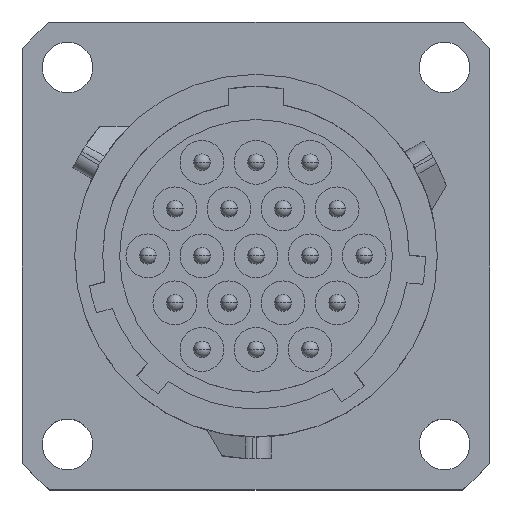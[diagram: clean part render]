
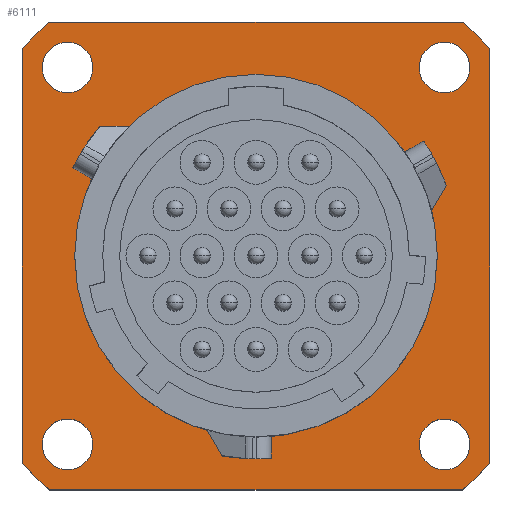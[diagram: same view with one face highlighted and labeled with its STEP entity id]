
A CAD part, top view. The second image highlights one B-rep face of the part: STEP entity #6111.
In plain terms, the highlighted planar face has unit normal (0, 0, 1).
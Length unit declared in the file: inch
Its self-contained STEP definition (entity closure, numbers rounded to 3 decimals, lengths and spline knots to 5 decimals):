
#89=CARTESIAN_POINT('',(0.,0.,0.));
#90=DIRECTION('',(0.,0.,-1.));
#91=DIRECTION('',(1.,0.,0.));
#92=AXIS2_PLACEMENT_3D('',#89,#90,#91);
#139=CARTESIAN_POINT('',(0.,0.,0.));
#140=DIRECTION('',(0.,0.,1.));
#141=DIRECTION('',(1.,0.,0.));
#142=AXIS2_PLACEMENT_3D('',#139,#140,#141);
#218=DIRECTION('',(1.,0.,0.));
#219=VECTOR('',#218,0.99238);
#220=CARTESIAN_POINT('',(-0.49619,0.5624,0.));
#221=LINE('',#220,#219);
#222=CARTESIAN_POINT('',(0.,0.,0.));
#223=DIRECTION('',(0.,0.,-1.));
#224=DIRECTION('',(0.662,0.75,0.));
#225=AXIS2_PLACEMENT_3D('',#222,#223,#224);
#227=DIRECTION('',(0.,-1.,0.));
#228=VECTOR('',#227,0.99238);
#229=CARTESIAN_POINT('',(0.5624,0.49619,0.));
#230=LINE('',#229,#228);
#231=CARTESIAN_POINT('',(0.,0.,0.));
#232=DIRECTION('',(0.,0.,-1.));
#233=DIRECTION('',(0.75,-0.662,0.));
#234=AXIS2_PLACEMENT_3D('',#231,#232,#233);
#236=DIRECTION('',(-1.,0.,0.));
#237=VECTOR('',#236,0.99238);
#238=CARTESIAN_POINT('',(0.49619,-0.5624,0.));
#239=LINE('',#238,#237);
#240=CARTESIAN_POINT('',(0.,0.,0.));
#241=DIRECTION('',(0.,0.,-1.));
#242=DIRECTION('',(-0.662,-0.75,0.));
#243=AXIS2_PLACEMENT_3D('',#240,#241,#242);
#245=DIRECTION('',(0.,1.,0.));
#246=VECTOR('',#245,0.99238);
#247=CARTESIAN_POINT('',(-0.5624,-0.49619,0.));
#248=LINE('',#247,#246);
#249=CARTESIAN_POINT('',(0.,0.,0.));
#250=DIRECTION('',(0.,0.,-1.));
#251=DIRECTION('',(-0.75,0.662,0.));
#252=AXIS2_PLACEMENT_3D('',#249,#250,#251);
#254=CARTESIAN_POINT('',(0.45295,0.45295,0.));
#255=DIRECTION('',(0.,0.,1.));
#256=DIRECTION('',(1.,0.,0.));
#257=AXIS2_PLACEMENT_3D('',#254,#255,#256);
#259=CARTESIAN_POINT('',(0.45295,0.45295,0.));
#260=DIRECTION('',(0.,0.,1.));
#261=DIRECTION('',(-1.,0.,0.));
#262=AXIS2_PLACEMENT_3D('',#259,#260,#261);
#264=CARTESIAN_POINT('',(0.45295,-0.45295,0.));
#265=DIRECTION('',(0.,0.,1.));
#266=DIRECTION('',(1.,0.,0.));
#267=AXIS2_PLACEMENT_3D('',#264,#265,#266);
#269=CARTESIAN_POINT('',(0.45295,-0.45295,0.));
#270=DIRECTION('',(0.,0.,1.));
#271=DIRECTION('',(-1.,0.,0.));
#272=AXIS2_PLACEMENT_3D('',#269,#270,#271);
#274=CARTESIAN_POINT('',(-0.45295,-0.45295,0.));
#275=DIRECTION('',(0.,0.,1.));
#276=DIRECTION('',(1.,0.,0.));
#277=AXIS2_PLACEMENT_3D('',#274,#275,#276);
#279=CARTESIAN_POINT('',(-0.45295,-0.45295,0.));
#280=DIRECTION('',(0.,0.,1.));
#281=DIRECTION('',(-1.,0.,0.));
#282=AXIS2_PLACEMENT_3D('',#279,#280,#281);
#284=CARTESIAN_POINT('',(-0.45295,0.45295,0.));
#285=DIRECTION('',(0.,0.,1.));
#286=DIRECTION('',(1.,0.,0.));
#287=AXIS2_PLACEMENT_3D('',#284,#285,#286);
#289=CARTESIAN_POINT('',(-0.45295,0.45295,0.));
#290=DIRECTION('',(0.,0.,1.));
#291=DIRECTION('',(-1.,0.,0.));
#292=AXIS2_PLACEMENT_3D('',#289,#290,#291);
#4979=CARTESIAN_POINT('',(0.43583,0.,0.));
#4981=VERTEX_POINT('',#4979);
#4991=CARTESIAN_POINT('',(-0.43583,0.,0.));
#4993=VERTEX_POINT('',#4991);
#5249=CARTESIAN_POINT('',(-0.49619,0.5624,0.));
#5250=CARTESIAN_POINT('',(0.49619,0.5624,0.));
#5251=VERTEX_POINT('',#5249);
#5252=VERTEX_POINT('',#5250);
#5253=CARTESIAN_POINT('',(0.5624,0.49619,0.));
#5254=CARTESIAN_POINT('',(0.5624,-0.49619,0.));
#5255=VERTEX_POINT('',#5253);
#5256=VERTEX_POINT('',#5254);
#5257=CARTESIAN_POINT('',(0.49619,-0.5624,0.));
#5258=CARTESIAN_POINT('',(-0.49619,-0.5624,0.));
#5259=VERTEX_POINT('',#5257);
#5260=VERTEX_POINT('',#5258);
#5261=CARTESIAN_POINT('',(-0.5624,-0.49619,0.));
#5262=CARTESIAN_POINT('',(-0.5624,0.49619,0.));
#5263=VERTEX_POINT('',#5261);
#5264=VERTEX_POINT('',#5262);
#5281=CARTESIAN_POINT('',(0.51398,0.45295,0.));
#5282=CARTESIAN_POINT('',(0.39193,0.45295,0.));
#5283=VERTEX_POINT('',#5281);
#5284=VERTEX_POINT('',#5282);
#5285=CARTESIAN_POINT('',(0.51398,-0.45295,0.));
#5286=CARTESIAN_POINT('',(0.39193,-0.45295,0.));
#5287=VERTEX_POINT('',#5285);
#5288=VERTEX_POINT('',#5286);
#5289=CARTESIAN_POINT('',(-0.39193,-0.45295,0.));
#5290=CARTESIAN_POINT('',(-0.51398,-0.45295,0.));
#5291=VERTEX_POINT('',#5289);
#5292=VERTEX_POINT('',#5290);
#5293=CARTESIAN_POINT('',(-0.39193,0.45295,0.));
#5294=CARTESIAN_POINT('',(-0.51398,0.45295,0.));
#5295=VERTEX_POINT('',#5293);
#5296=VERTEX_POINT('',#5294);
#6060=CARTESIAN_POINT('',(0.,0.,0.));
#6061=DIRECTION('',(0.,0.,-1.));
#6062=DIRECTION('',(-1.,0.,0.));
#6063=AXIS2_PLACEMENT_3D('',#6060,#6061,#6062);
#6064=PLANE('',#6063);
#6066=ORIENTED_EDGE('',*,*,#6065,.T.);
#6068=ORIENTED_EDGE('',*,*,#6067,.T.);
#6070=ORIENTED_EDGE('',*,*,#6069,.T.);
#6072=ORIENTED_EDGE('',*,*,#6071,.T.);
#6074=ORIENTED_EDGE('',*,*,#6073,.T.);
#6076=ORIENTED_EDGE('',*,*,#6075,.T.);
#6078=ORIENTED_EDGE('',*,*,#6077,.T.);
#6080=ORIENTED_EDGE('',*,*,#6079,.T.);
#6081=EDGE_LOOP('',(#6066,#6068,#6070,#6072,#6074,#6076,#6078,#6080));
#6082=FACE_OUTER_BOUND('',#6081,.F.);
#6083=ORIENTED_EDGE('',*,*,#6011,.T.);
#6084=ORIENTED_EDGE('',*,*,#5973,.F.);
#6085=EDGE_LOOP('',(#6083,#6084));
#6086=FACE_BOUND('',#6085,.F.);
#6088=ORIENTED_EDGE('',*,*,#6087,.T.);
#6090=ORIENTED_EDGE('',*,*,#6089,.T.);
#6091=EDGE_LOOP('',(#6088,#6090));
#6092=FACE_BOUND('',#6091,.F.);
#6094=ORIENTED_EDGE('',*,*,#6093,.T.);
#6096=ORIENTED_EDGE('',*,*,#6095,.T.);
#6097=EDGE_LOOP('',(#6094,#6096));
#6098=FACE_BOUND('',#6097,.F.);
#6100=ORIENTED_EDGE('',*,*,#6099,.T.);
#6102=ORIENTED_EDGE('',*,*,#6101,.T.);
#6103=EDGE_LOOP('',(#6100,#6102));
#6104=FACE_BOUND('',#6103,.F.);
#6106=ORIENTED_EDGE('',*,*,#6105,.T.);
#6108=ORIENTED_EDGE('',*,*,#6107,.T.);
#6109=EDGE_LOOP('',(#6106,#6108));
#6110=FACE_BOUND('',#6109,.F.);
#6111=ADVANCED_FACE('',(#6082,#6086,#6092,#6098,#6104,#6110),#6064,.F.);
#93=CIRCLE('',#92,0.43583);
#143=CIRCLE('',#142,0.43583);
#226=CIRCLE('',#225,0.75);
#235=CIRCLE('',#234,0.75);
#244=CIRCLE('',#243,0.75);
#253=CIRCLE('',#252,0.75);
#258=CIRCLE('',#257,0.06102);
#263=CIRCLE('',#262,0.06102);
#268=CIRCLE('',#267,0.06102);
#273=CIRCLE('',#272,0.06102);
#278=CIRCLE('',#277,0.06102);
#283=CIRCLE('',#282,0.06102);
#288=CIRCLE('',#287,0.06102);
#293=CIRCLE('',#292,0.06102);
#5973=EDGE_CURVE('',#4981,#4993,#93,.T.);
#6011=EDGE_CURVE('',#4981,#4993,#143,.T.);
#6065=EDGE_CURVE('',#5251,#5252,#221,.T.);
#6067=EDGE_CURVE('',#5252,#5255,#226,.T.);
#6069=EDGE_CURVE('',#5255,#5256,#230,.T.);
#6071=EDGE_CURVE('',#5256,#5259,#235,.T.);
#6073=EDGE_CURVE('',#5259,#5260,#239,.T.);
#6075=EDGE_CURVE('',#5260,#5263,#244,.T.);
#6077=EDGE_CURVE('',#5263,#5264,#248,.T.);
#6079=EDGE_CURVE('',#5264,#5251,#253,.T.);
#6087=EDGE_CURVE('',#5283,#5284,#258,.T.);
#6089=EDGE_CURVE('',#5284,#5283,#263,.T.);
#6093=EDGE_CURVE('',#5287,#5288,#268,.T.);
#6095=EDGE_CURVE('',#5288,#5287,#273,.T.);
#6099=EDGE_CURVE('',#5291,#5292,#278,.T.);
#6101=EDGE_CURVE('',#5292,#5291,#283,.T.);
#6105=EDGE_CURVE('',#5295,#5296,#288,.T.);
#6107=EDGE_CURVE('',#5296,#5295,#293,.T.);
